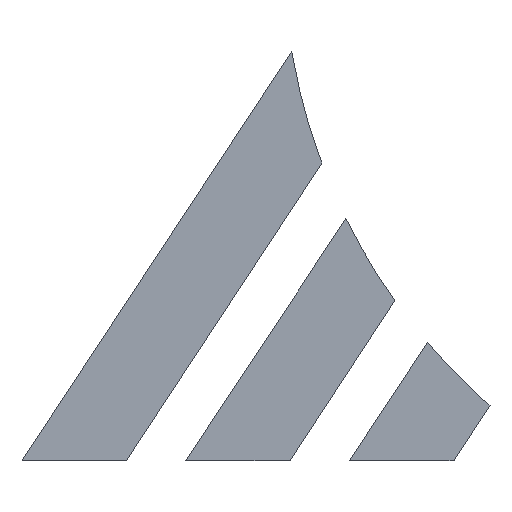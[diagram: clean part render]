
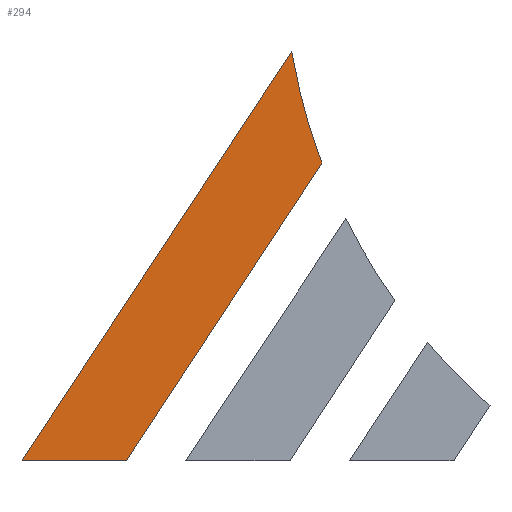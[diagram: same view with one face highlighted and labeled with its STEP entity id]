
A CAD part, top view. The second image highlights one B-rep face of the part: STEP entity #294.
In plain terms, the highlighted planar face has unit normal (0, 0, 1).
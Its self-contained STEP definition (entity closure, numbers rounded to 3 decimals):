
#40=PLANE('',#356);
#57=FACE_OUTER_BOUND('',#75,.T.);
#75=EDGE_LOOP('',(#240,#241,#242,#243));
#89=CIRCLE('',#355,6.);
#104=LINE('',#505,#134);
#105=LINE('',#507,#135);
#106=LINE('',#508,#136);
#134=VECTOR('',#415,10.);
#135=VECTOR('',#416,10.);
#136=VECTOR('',#417,10.);
#161=VERTEX_POINT('',#496);
#163=VERTEX_POINT('',#500);
#164=VERTEX_POINT('',#504);
#165=VERTEX_POINT('',#506);
#191=EDGE_CURVE('',#161,#163,#89,.T.);
#192=EDGE_CURVE('',#163,#164,#104,.T.);
#193=EDGE_CURVE('',#164,#165,#105,.T.);
#194=EDGE_CURVE('',#165,#161,#106,.T.);
#240=ORIENTED_EDGE('',*,*,#191,.T.);
#241=ORIENTED_EDGE('',*,*,#192,.T.);
#242=ORIENTED_EDGE('',*,*,#193,.T.);
#243=ORIENTED_EDGE('',*,*,#194,.T.);
#294=ADVANCED_FACE('',(#57),#40,.T.);
#355=AXIS2_PLACEMENT_3D('',#502,#411,#412);
#356=AXIS2_PLACEMENT_3D('',#503,#413,#414);
#411=DIRECTION('center_axis',(0.,0.,-1.));
#412=DIRECTION('ref_axis',(1.,0.,0.));
#413=DIRECTION('center_axis',(0.,0.,1.));
#414=DIRECTION('ref_axis',(1.,0.,0.));
#415=DIRECTION('',(-0.55,-0.835,0.));
#416=DIRECTION('',(1.,-0.001,0.));
#417=DIRECTION('',(0.549,0.836,0.));
#496=CARTESIAN_POINT('',(2.982,2.973,0.4));
#500=CARTESIAN_POINT('',(2.683,4.087,0.4));
#502=CARTESIAN_POINT('Origin',(8.6,5.08,0.4));
#503=CARTESIAN_POINT('Origin',(2.341,2.054,0.4));
#504=CARTESIAN_POINT('',(0.,0.014,0.4));
#505=CARTESIAN_POINT('',(0.,0.014,0.4));
#506=CARTESIAN_POINT('',(1.039,0.013,0.4));
#507=CARTESIAN_POINT('',(1.039,0.013,0.4));
#508=CARTESIAN_POINT('',(2.987,2.98,0.4));
